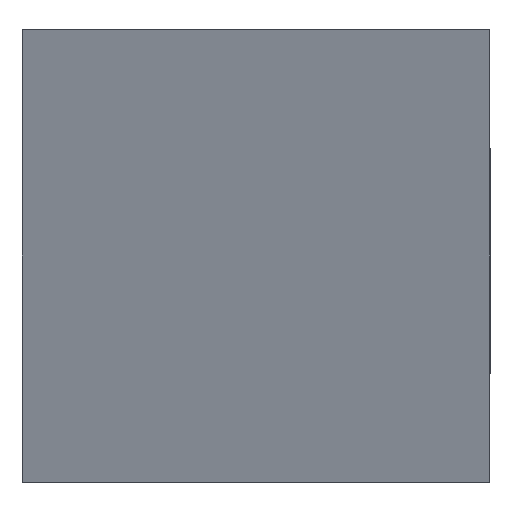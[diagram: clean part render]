
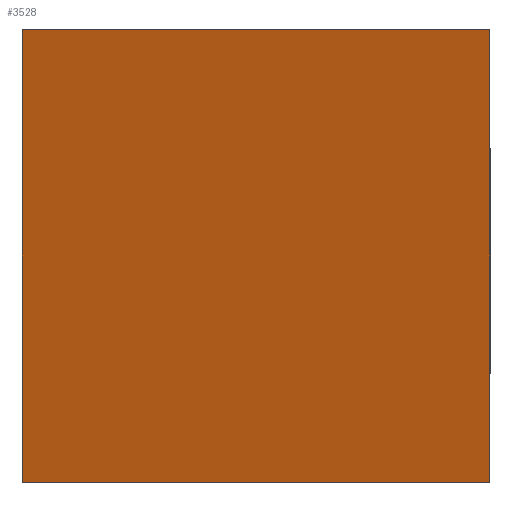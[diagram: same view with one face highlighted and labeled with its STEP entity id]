
A CAD part, front view. The second image highlights one B-rep face of the part: STEP entity #3528.
In plain terms, the highlighted planar face has unit normal (0, -0.961, -0.276).
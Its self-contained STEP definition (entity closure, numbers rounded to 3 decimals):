
#336=FACE_OUTER_BOUND('',#524,.T.);
#524=EDGE_LOOP('',(#2594,#2595,#2596,#2597));
#894=LINE('',#5483,#1131);
#911=LINE('',#5538,#1148);
#915=LINE('',#5546,#1152);
#916=LINE('',#5547,#1153);
#1131=VECTOR('',#4321,10.);
#1148=VECTOR('',#4362,10.);
#1152=VECTOR('',#4370,10.);
#1153=VECTOR('',#4371,10.);
#1627=VERTEX_POINT('',#5472);
#1632=VERTEX_POINT('',#5481);
#1647=VERTEX_POINT('',#5531);
#1650=VERTEX_POINT('',#5536);
#1989=EDGE_CURVE('',#1627,#1632,#894,.T.);
#2014=EDGE_CURVE('',#1650,#1647,#911,.T.);
#2018=EDGE_CURVE('',#1632,#1647,#915,.T.);
#2019=EDGE_CURVE('',#1650,#1627,#916,.T.);
#2594=ORIENTED_EDGE('',*,*,#2018,.T.);
#2595=ORIENTED_EDGE('',*,*,#2014,.F.);
#2596=ORIENTED_EDGE('',*,*,#2019,.T.);
#2597=ORIENTED_EDGE('',*,*,#1989,.T.);
#3459=PLANE('',#3755);
#3528=ADVANCED_FACE('',(#336),#3459,.T.);
#3755=AXIS2_PLACEMENT_3D('',#5545,#4368,#4369);
#4321=DIRECTION('',(-1.,0.,0.));
#4362=DIRECTION('',(-1.,0.,0.));
#4368=DIRECTION('center_axis',(0.,-0.961,-0.276));
#4369=DIRECTION('ref_axis',(0.,-0.276,0.961));
#4370=DIRECTION('',(0.,0.276,-0.961));
#4371=DIRECTION('',(0.,-0.276,0.961));
#5472=CARTESIAN_POINT('',(0.,-12.73,0.));
#5481=CARTESIAN_POINT('',(-53.72,-12.73,0.));
#5483=CARTESIAN_POINT('',(0.,-12.73,0.));
#5531=CARTESIAN_POINT('',(-53.72,2.154,-51.908));
#5536=CARTESIAN_POINT('',(0.,2.154,-51.908));
#5538=CARTESIAN_POINT('',(0.,2.154,-51.908));
#5545=CARTESIAN_POINT('Origin',(0.,2.154,-51.908));
#5546=CARTESIAN_POINT('',(-53.72,-1.476,-39.249));
#5547=CARTESIAN_POINT('',(0.,2.154,-51.908));
